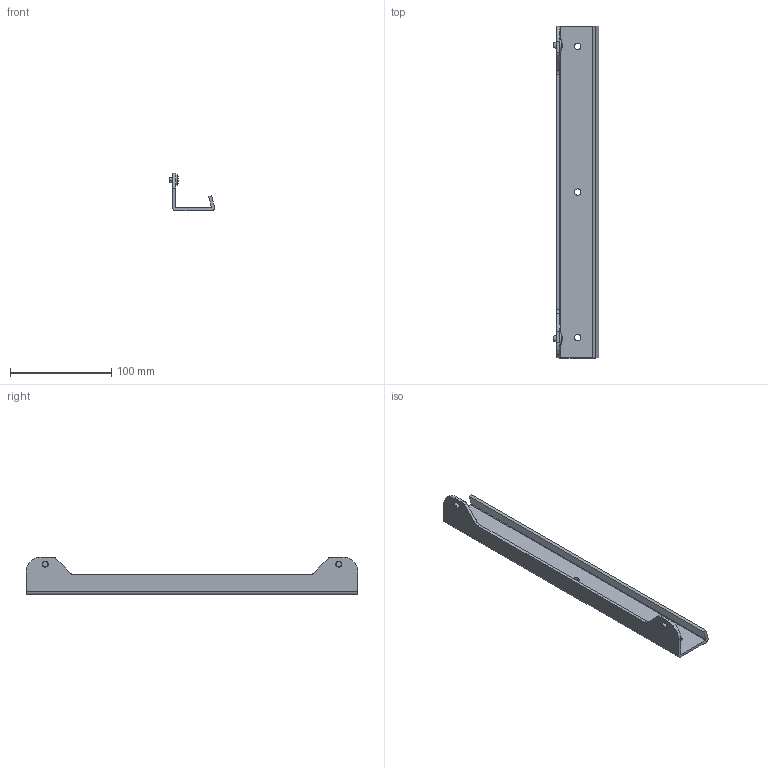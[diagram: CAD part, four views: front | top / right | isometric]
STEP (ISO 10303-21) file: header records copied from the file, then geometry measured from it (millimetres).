
FILE_DESCRIPTION (( 'STEP AP203' ), '1' );
FILE_NAME ('59117-240.STEP', '2020-08-07T07:50:43', ( '' ), ( '' ), 'SwSTEP 2.0', 'SolidWorks 2018', '' );
FILE_SCHEMA (( 'CONFIG_CONTROL_DESIGN' ));
Length unit declared in the file: millimetre
Products named in the file (3): 59117-240; 59117-240_59117-240 Teil1; 59117-240_59117-240 Teil2
Assembly tree (3 placements, depth 2):
  59117-240
    59117-240_59117-240 Teil1
    59117-240_59117-240 Teil2  x2
Bounding box: 44.89 x 328 x 37.5 mm (x, y, z)
Volume: 71959.5 mm3; surface area: 50801.2 mm2
Topology: 3 solids, 3 shells, 263 faces, 692 edges, 462 vertices
Faces by surface type: plane 147, bspline 80, cylinder 28, cone 4, sphere 4
Entity records: 12435 total; most frequent: CARTESIAN_POINT 6295, ORIENTED_EDGE 1340, DIRECTION 922, EDGE_CURVE 670, VECTOR 454, LINE 454, VERTEX_POINT 447, EDGE_LOOP 287
